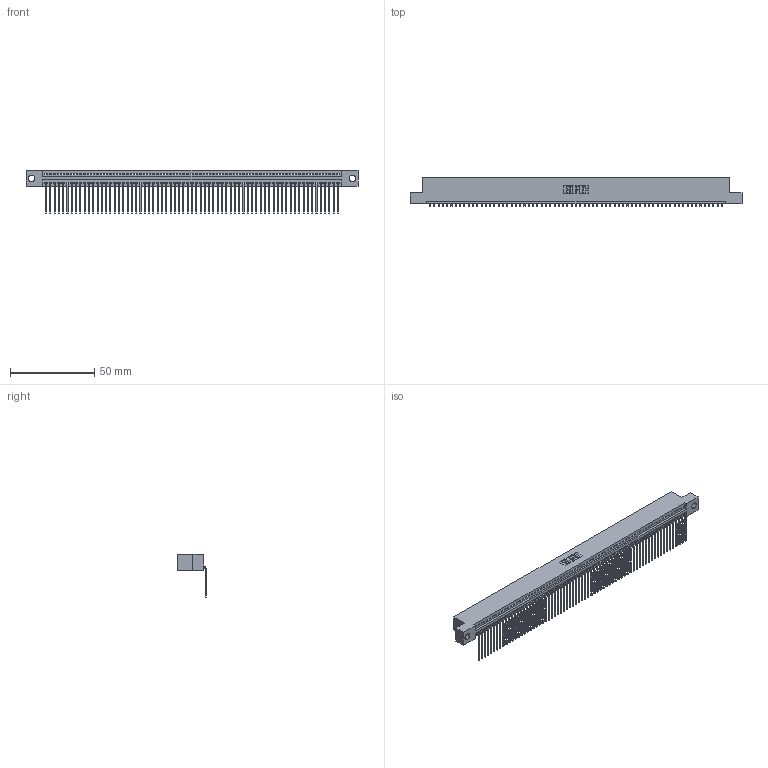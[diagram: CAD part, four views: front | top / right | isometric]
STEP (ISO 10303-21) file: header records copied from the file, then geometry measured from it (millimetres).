
FILE_DESCRIPTION (( 'STEP AP203' ), '1' );
FILE_NAME ('395-069-559-104.STEP', '2021-05-31T22:17:56', ( '' ), ( '' ), 'SwSTEP 2.0', 'SolidWorks 2020', '' );
FILE_SCHEMA (( 'CONFIG_CONTROL_DESIGN' ));
Length unit declared in the file: inch
Products named in the file (3): 345-292-001_558 559 Tail - 1; 345 Part_Flush Mounting Lugs - 0.156 Dia-TI; 395-069-559-104
Assembly tree (70 placements, depth 2):
  395-069-559-104
    345 Part_Flush Mounting Lugs - 0.156 Dia-TI
    345-292-001_558 559 Tail - 1  x69
Bounding box: 196.47 x 16.75 x 25.53 mm (x, y, z)
Volume: 19005.9 mm3; surface area: 26817.5 mm2
Topology: 70 solids, 70 shells, 4280 faces, 12935 edges, 8530 vertices
Faces by surface type: plane 2992, cylinder 1288
Entity records: 48799 total; most frequent: ORIENTED_EDGE 8462, CARTESIAN_POINT 8461, DIRECTION 7349, EDGE_CURVE 4231, LINE 3823, VECTOR 3823, VERTEX_POINT 2818, AXIS2_PLACEMENT_3D 1763
